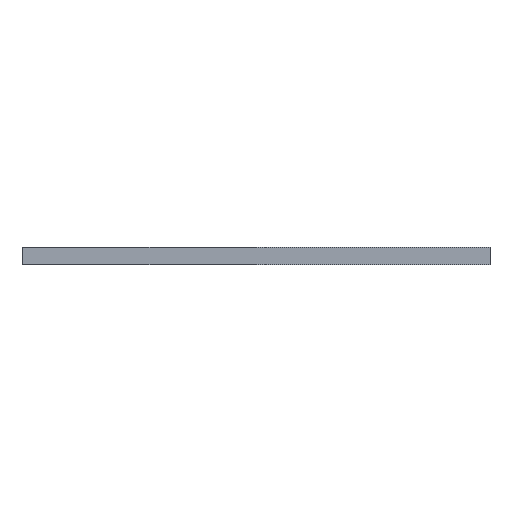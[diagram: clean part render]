
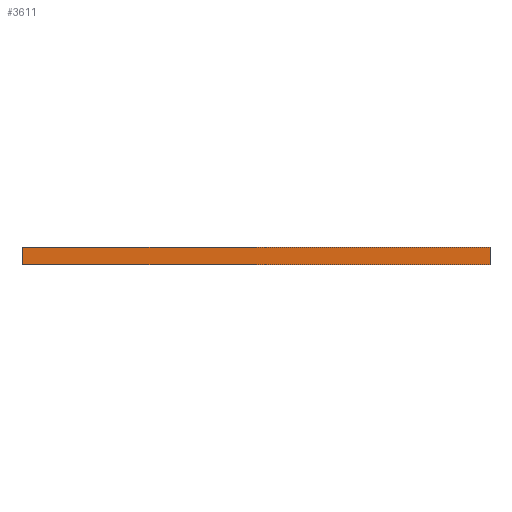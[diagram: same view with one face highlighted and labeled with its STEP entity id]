
A CAD part, left-side view. The second image highlights one B-rep face of the part: STEP entity #3611.
In plain terms, the highlighted planar face has unit normal (-1, 0, 0).
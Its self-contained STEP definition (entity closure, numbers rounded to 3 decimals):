
#93 = FACE_OUTER_BOUND ( 'NONE', #3552, .T. ) ;
#272 = LINE ( 'NONE', #1322, #1420 ) ;
#371 = CARTESIAN_POINT ( 'NONE',  ( -22.4, -22.875, 0.85 ) ) ;
#504 = VECTOR ( 'NONE', #1272, 1000. ) ;
#587 = CARTESIAN_POINT ( 'NONE',  ( -22.4, -22.875, -0.85 ) ) ;
#595 = CARTESIAN_POINT ( 'NONE',  ( -22.4, -22.875, 0.85 ) ) ;
#747 = EDGE_CURVE ( 'NONE', #2909, #2290, #3414, .T. ) ;
#998 = VERTEX_POINT ( 'NONE', #587 ) ;
#1226 = CARTESIAN_POINT ( 'NONE',  ( -22.4, -22.875, -0.85 ) ) ;
#1272 = DIRECTION ( 'NONE',  ( 0., 1., 0. ) ) ;
#1322 = CARTESIAN_POINT ( 'NONE',  ( -22.4, -22.875, 0.85 ) ) ;
#1420 = VECTOR ( 'NONE', #2229, 1000. ) ;
#1421 = LINE ( 'NONE', #1226, #504 ) ;
#1519 = LINE ( 'NONE', #2318, #1928 ) ;
#1806 = CARTESIAN_POINT ( 'NONE',  ( -22.4, 22.875, -0.85 ) ) ;
#1863 = VECTOR ( 'NONE', #2435, 1000. ) ;
#1928 = VECTOR ( 'NONE', #2042, 1000. ) ;
#2042 = DIRECTION ( 'NONE',  ( 0., 0., -1. ) ) ;
#2047 = AXIS2_PLACEMENT_3D ( 'NONE', #3005, #3572, #2717 ) ;
#2229 = DIRECTION ( 'NONE',  ( 0., 0., -1. ) ) ;
#2290 = VERTEX_POINT ( 'NONE', #3442 ) ;
#2318 = CARTESIAN_POINT ( 'NONE',  ( -22.4, 22.875, 0.85 ) ) ;
#2435 = DIRECTION ( 'NONE',  ( 0., 1., 0. ) ) ;
#2509 = ORIENTED_EDGE ( 'NONE', *, *, #3185, .F. ) ;
#2594 = EDGE_CURVE ( 'NONE', #998, #3767, #1421, .T. ) ;
#2660 = ORIENTED_EDGE ( 'NONE', *, *, #2594, .F. ) ;
#2717 = DIRECTION ( 'NONE',  ( 0., 0., 1. ) ) ;
#2739 = ORIENTED_EDGE ( 'NONE', *, *, #2800, .T. ) ;
#2800 = EDGE_CURVE ( 'NONE', #2290, #3767, #1519, .T. ) ;
#2909 = VERTEX_POINT ( 'NONE', #595 ) ;
#2953 = ORIENTED_EDGE ( 'NONE', *, *, #747, .T. ) ;
#3005 = CARTESIAN_POINT ( 'NONE',  ( -22.4, -22.875, 0.85 ) ) ;
#3185 = EDGE_CURVE ( 'NONE', #2909, #998, #272, .T. ) ;
#3414 = LINE ( 'NONE', #371, #1863 ) ;
#3442 = CARTESIAN_POINT ( 'NONE',  ( -22.4, 22.875, 0.85 ) ) ;
#3552 = EDGE_LOOP ( 'NONE', ( #2660, #2509, #2953, #2739 ) ) ;
#3572 = DIRECTION ( 'NONE',  ( -1., 0., 0. ) ) ;
#3583 = PLANE ( 'NONE',  #2047 ) ;
#3611 = ADVANCED_FACE ( 'NONE', ( #93 ), #3583, .T. ) ;
#3767 = VERTEX_POINT ( 'NONE', #1806 ) ;
